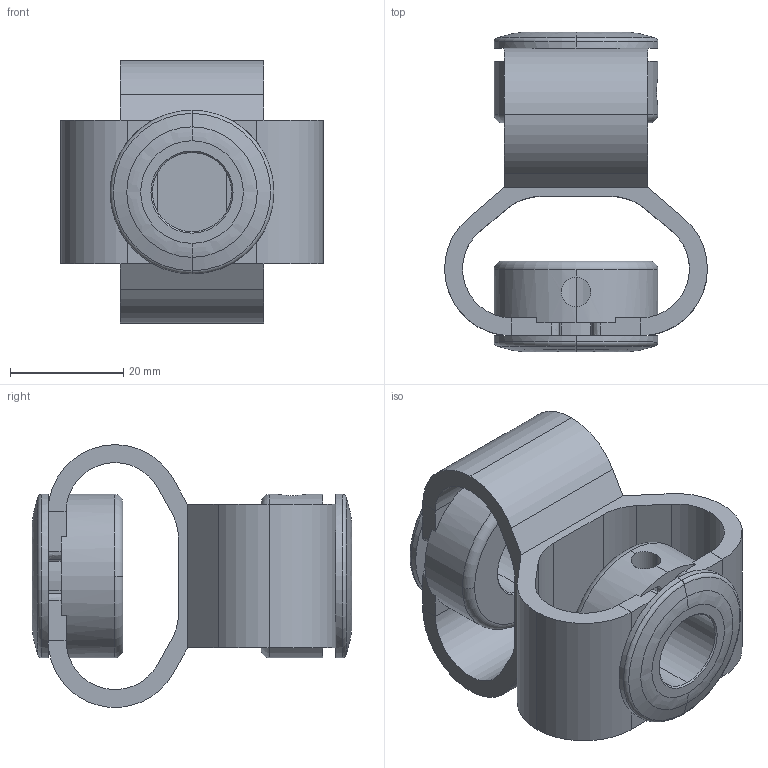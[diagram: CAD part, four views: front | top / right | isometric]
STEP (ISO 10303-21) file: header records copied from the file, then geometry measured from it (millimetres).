
FILE_DESCRIPTION (( 'STEP AP214' ), '1' );
FILE_NAME ('DC-DLSS30-14M.STEP', '2015-12-02T22:40:07', ( '' ), ( '' ), 'SwSTEP 2.0', 'SolidWorks 2015', '' );
FILE_SCHEMA (( 'AUTOMOTIVE_DESIGN' ));
Length unit declared in the file: millimetre
Products named in the file (1): DC-DLSS30-14M
Bounding box: 46.48 x 56.46 x 46.45 mm (x, y, z)
Volume: 27440.4 mm3; surface area: 15049.6 mm2
Topology: 1 solids, 1 shells, 165 faces, 439 edges, 270 vertices
Faces by surface type: plane 88, cylinder 37, bspline 16, torus 12, cone 12
Entity records: 6077 total; most frequent: CARTESIAN_POINT 2053, ORIENTED_EDGE 878, DIRECTION 797, EDGE_CURVE 439, AXIS2_PLACEMENT_3D 282, VERTEX_POINT 270, VECTOR 233, LINE 233
